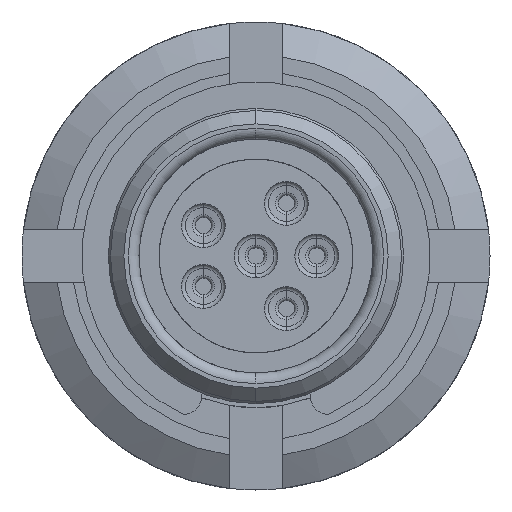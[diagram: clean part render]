
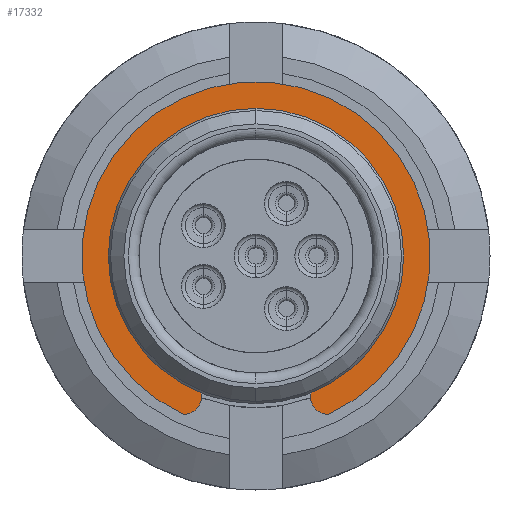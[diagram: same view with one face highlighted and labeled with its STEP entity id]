
A CAD part, left-side view. The second image highlights one B-rep face of the part: STEP entity #17332.
In plain terms, the highlighted planar face has unit normal (-1, 0, 0).
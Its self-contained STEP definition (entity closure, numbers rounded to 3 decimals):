
#268 = CARTESIAN_POINT ( 'NONE',  ( 10.412, -2.73, -4.582 ) ) ;
#977 = EDGE_CURVE ( 'NONE', #15469, #4705, #25863, .T. ) ;
#1342 = AXIS2_PLACEMENT_3D ( 'NONE', #31565, #14892, #34335 ) ;
#1506 = AXIS2_PLACEMENT_3D ( 'NONE', #10437, #29893, #13205 ) ;
#2082 = VERTEX_POINT ( 'NONE', #2829 ) ;
#2829 = CARTESIAN_POINT ( 'NONE',  ( 10.412, 2.731, -5.957 ) ) ;
#3058 = DIRECTION ( 'NONE',  ( 1., 0., 0. ) ) ;
#3154 = AXIS2_PLACEMENT_3D ( 'NONE', #22348, #5707, #25149 ) ;
#4705 = VERTEX_POINT ( 'NONE', #268 ) ;
#5707 = DIRECTION ( 'NONE',  ( 1., 0., 0. ) ) ;
#5908 = CIRCLE ( 'NONE', #30918, 6.553 ) ;
#9605 = EDGE_CURVE ( 'NONE', #2082, #12579, #5908, .T. ) ;
#10437 = CARTESIAN_POINT ( 'NONE',  ( 10.412, 0., 0. ) ) ;
#12579 = VERTEX_POINT ( 'NONE', #26693 ) ;
#13205 = DIRECTION ( 'NONE',  ( 0., 0., -1. ) ) ;
#14892 = DIRECTION ( 'NONE',  ( 1., 0., 0. ) ) ;
#15337 = CARTESIAN_POINT ( 'NONE',  ( 10.412, -2.73, -5.27 ) ) ;
#15419 = ORIENTED_EDGE ( 'NONE', *, *, #9605, .F. ) ;
#15469 = VERTEX_POINT ( 'NONE', #27052 ) ;
#17332 = ADVANCED_FACE ( 'NONE', ( #18959 ), #27858, .F. ) ;
#18026 = ORIENTED_EDGE ( 'NONE', *, *, #32548, .F. ) ;
#18102 = DIRECTION ( 'NONE',  ( 0., 0., -1. ) ) ;
#18959 = FACE_OUTER_BOUND ( 'NONE', #35244, .T. ) ;
#19136 = CIRCLE ( 'NONE', #1342, 0.688 ) ;
#19667 = CARTESIAN_POINT ( 'NONE',  ( 10.412, 0., 0. ) ) ;
#20780 = CIRCLE ( 'NONE', #29080, 0.688 ) ;
#22348 = CARTESIAN_POINT ( 'NONE',  ( 10.412, 0., 0. ) ) ;
#22459 = DIRECTION ( 'NONE',  ( 0., 0., -1. ) ) ;
#23112 = ORIENTED_EDGE ( 'NONE', *, *, #977, .T. ) ;
#25149 = DIRECTION ( 'NONE',  ( 0., 0., -1. ) ) ;
#25863 = CIRCLE ( 'NONE', #1506, 5.334 ) ;
#26693 = CARTESIAN_POINT ( 'NONE',  ( 10.412, -2.73, -5.957 ) ) ;
#26743 = ORIENTED_EDGE ( 'NONE', *, *, #33164, .F. ) ;
#27052 = CARTESIAN_POINT ( 'NONE',  ( 10.412, 2.731, -4.582 ) ) ;
#27858 = PLANE ( 'NONE',  #3154 ) ;
#29080 = AXIS2_PLACEMENT_3D ( 'NONE', #15337, #34770, #18102 ) ;
#29893 = DIRECTION ( 'NONE',  ( 1., 0., 0. ) ) ;
#30918 = AXIS2_PLACEMENT_3D ( 'NONE', #19667, #3058, #22459 ) ;
#31565 = CARTESIAN_POINT ( 'NONE',  ( 10.412, 2.731, -5.269 ) ) ;
#32548 = EDGE_CURVE ( 'NONE', #15469, #2082, #19136, .T. ) ;
#33164 = EDGE_CURVE ( 'NONE', #12579, #4705, #20780, .T. ) ;
#34335 = DIRECTION ( 'NONE',  ( 0., 0., -1. ) ) ;
#34770 = DIRECTION ( 'NONE',  ( 1., 0., 0. ) ) ;
#35244 = EDGE_LOOP ( 'NONE', ( #15419, #18026, #23112, #26743 ) ) ;
